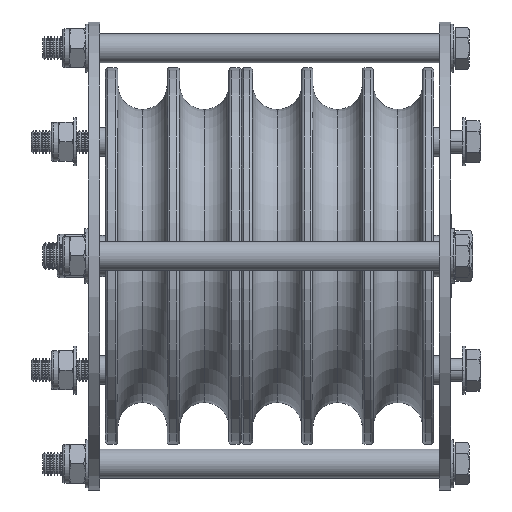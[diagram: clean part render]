
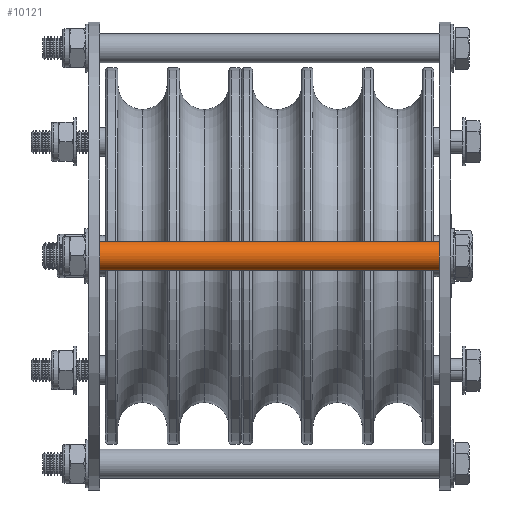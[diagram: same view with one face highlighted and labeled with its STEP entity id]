
A CAD part, front view. The second image highlights one B-rep face of the part: STEP entity #10121.
In plain terms, the highlighted cylindrical face has radius 6.35 mm (diameter 12.7 mm), a partial arc.
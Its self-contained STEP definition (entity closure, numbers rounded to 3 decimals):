
#3270 = VECTOR ( 'NONE', #11163, 1000. ) ;
#7843 = VERTEX_POINT ( 'NONE', #39699 ) ;
#10121 = ADVANCED_FACE ( 'NONE', ( #74442 ), #58762, .T. ) ;
#10954 = DIRECTION ( 'NONE',  ( 0., 0., -1. ) ) ;
#11075 = CARTESIAN_POINT ( 'NONE',  ( -6.35, 0., 74.5 ) ) ;
#11151 = EDGE_LOOP ( 'NONE', ( #58355, #53490, #53550, #56770 ) ) ;
#11163 = DIRECTION ( 'NONE',  ( 0., 0., -1. ) ) ;
#11625 = VECTOR ( 'NONE', #29605, 1000. ) ;
#12148 = EDGE_CURVE ( 'NONE', #19452, #56715, #21782, .T. ) ;
#19452 = VERTEX_POINT ( 'NONE', #41141 ) ;
#20204 = AXIS2_PLACEMENT_3D ( 'NONE', #33607, #39802, #50603 ) ;
#21782 = LINE ( 'NONE', #57458, #3270 ) ;
#23094 = CARTESIAN_POINT ( 'NONE',  ( 6.35, 0., -74.5 ) ) ;
#27933 = DIRECTION ( 'NONE',  ( 0., 0., 1. ) ) ;
#28322 = CIRCLE ( 'NONE', #20204, 6.35 ) ;
#29226 = CARTESIAN_POINT ( 'NONE',  ( 0., 0., 74.5 ) ) ;
#29605 = DIRECTION ( 'NONE',  ( 0., 0., -1. ) ) ;
#33607 = CARTESIAN_POINT ( 'NONE',  ( 0., 0., 74.5 ) ) ;
#39699 = CARTESIAN_POINT ( 'NONE',  ( -6.35, 0., 74.5 ) ) ;
#39759 = DIRECTION ( 'NONE',  ( 1., 0., 0. ) ) ;
#39802 = DIRECTION ( 'NONE',  ( 0., 0., 1. ) ) ;
#41141 = CARTESIAN_POINT ( 'NONE',  ( 6.35, 0., 74.5 ) ) ;
#45049 = CARTESIAN_POINT ( 'NONE',  ( -6.35, 0., -74.5 ) ) ;
#45603 = AXIS2_PLACEMENT_3D ( 'NONE', #63191, #27933, #39759 ) ;
#46518 = VERTEX_POINT ( 'NONE', #45049 ) ;
#48050 = EDGE_CURVE ( 'NONE', #19452, #7843, #28322, .T. ) ;
#50603 = DIRECTION ( 'NONE',  ( 1., 0., 0. ) ) ;
#51766 = EDGE_CURVE ( 'NONE', #7843, #46518, #59536, .T. ) ;
#53490 = ORIENTED_EDGE ( 'NONE', *, *, #12148, .T. ) ;
#53550 = ORIENTED_EDGE ( 'NONE', *, *, #57741, .T. ) ;
#54372 = AXIS2_PLACEMENT_3D ( 'NONE', #29226, #10954, #70655 ) ;
#56715 = VERTEX_POINT ( 'NONE', #23094 ) ;
#56770 = ORIENTED_EDGE ( 'NONE', *, *, #51766, .F. ) ;
#56934 = CIRCLE ( 'NONE', #45603, 6.35 ) ;
#57458 = CARTESIAN_POINT ( 'NONE',  ( 6.35, 0., 74.5 ) ) ;
#57741 = EDGE_CURVE ( 'NONE', #56715, #46518, #56934, .T. ) ;
#58355 = ORIENTED_EDGE ( 'NONE', *, *, #48050, .F. ) ;
#58762 = CYLINDRICAL_SURFACE ( 'NONE', #54372, 6.35 ) ;
#59536 = LINE ( 'NONE', #11075, #11625 ) ;
#63191 = CARTESIAN_POINT ( 'NONE',  ( 0., 0., -74.5 ) ) ;
#70655 = DIRECTION ( 'NONE',  ( -1., 0., 0. ) ) ;
#74442 = FACE_OUTER_BOUND ( 'NONE', #11151, .T. ) ;
